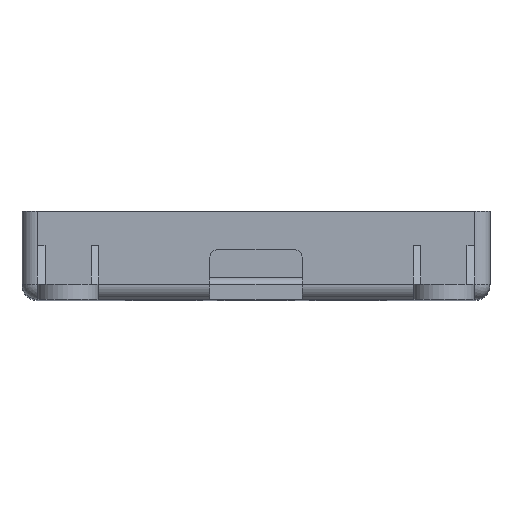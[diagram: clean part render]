
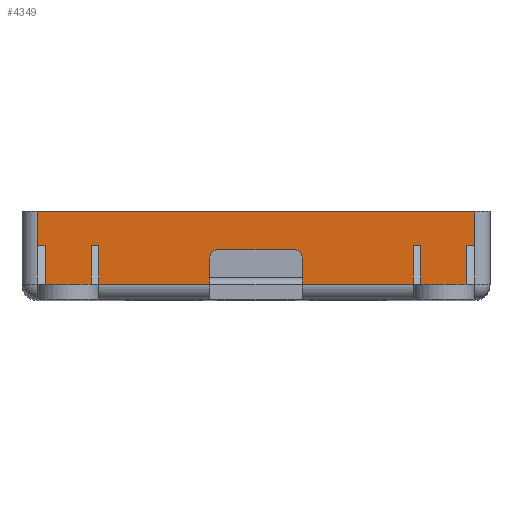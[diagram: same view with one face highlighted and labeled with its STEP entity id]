
A CAD part, top view. The second image highlights one B-rep face of the part: STEP entity #4349.
In plain terms, the highlighted planar face has unit normal (0, 0, 1).
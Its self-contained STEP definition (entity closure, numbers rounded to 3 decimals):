
#37=LINE('',#6400,#476);
#41=LINE('',#6407,#480);
#42=LINE('',#6410,#481);
#43=LINE('',#6412,#482);
#44=LINE('',#6414,#483);
#45=LINE('',#6416,#484);
#46=LINE('',#6418,#485);
#47=LINE('',#6420,#486);
#48=LINE('',#6424,#487);
#49=LINE('',#6428,#488);
#50=LINE('',#6430,#489);
#51=LINE('',#6432,#490);
#52=LINE('',#6434,#491);
#53=LINE('',#6436,#492);
#54=LINE('',#6438,#493);
#55=LINE('',#6440,#494);
#56=LINE('',#6442,#495);
#57=LINE('',#6444,#496);
#58=LINE('',#6446,#497);
#59=LINE('',#6447,#498);
#476=VECTOR('',#5074,10.);
#480=VECTOR('',#5080,10.);
#481=VECTOR('',#5083,10.);
#482=VECTOR('',#5084,10.);
#483=VECTOR('',#5085,10.);
#484=VECTOR('',#5086,10.);
#485=VECTOR('',#5087,10.);
#486=VECTOR('',#5088,10.);
#487=VECTOR('',#5091,10.);
#488=VECTOR('',#5094,10.);
#489=VECTOR('',#5095,10.);
#490=VECTOR('',#5096,10.);
#491=VECTOR('',#5097,10.);
#492=VECTOR('',#5098,10.);
#493=VECTOR('',#5099,10.);
#494=VECTOR('',#5100,10.);
#495=VECTOR('',#5101,10.);
#496=VECTOR('',#5102,10.);
#497=VECTOR('',#5103,10.);
#498=VECTOR('',#5104,10.);
#910=PLANE('',#4601);
#1129=FACE_OUTER_BOUND('',#1370,.T.);
#1370=EDGE_LOOP('',(#2986,#2987,#2988,#2989,#2990,#2991,#2992,#2993,#2994,
#2995,#2996,#2997,#2998,#2999,#3000,#3001,#3002,#3003,#3004,#3005,#3006,
#3007));
#1687=CIRCLE('',#4602,1.);
#1688=CIRCLE('',#4603,1.);
#1900=VERTEX_POINT('',#6396);
#1902=VERTEX_POINT('',#6399);
#1904=VERTEX_POINT('',#6405);
#1905=VERTEX_POINT('',#6409);
#1906=VERTEX_POINT('',#6411);
#1907=VERTEX_POINT('',#6413);
#1908=VERTEX_POINT('',#6415);
#1909=VERTEX_POINT('',#6417);
#1910=VERTEX_POINT('',#6419);
#1911=VERTEX_POINT('',#6421);
#1912=VERTEX_POINT('',#6423);
#1913=VERTEX_POINT('',#6425);
#1914=VERTEX_POINT('',#6427);
#1915=VERTEX_POINT('',#6429);
#1916=VERTEX_POINT('',#6431);
#1917=VERTEX_POINT('',#6433);
#1918=VERTEX_POINT('',#6435);
#1919=VERTEX_POINT('',#6437);
#1920=VERTEX_POINT('',#6439);
#1921=VERTEX_POINT('',#6441);
#1922=VERTEX_POINT('',#6443);
#1923=VERTEX_POINT('',#6445);
#2329=EDGE_CURVE('',#1902,#1900,#37,.T.);
#2333=EDGE_CURVE('',#1900,#1904,#41,.T.);
#2334=EDGE_CURVE('',#1905,#1904,#42,.T.);
#2335=EDGE_CURVE('',#1905,#1906,#43,.T.);
#2336=EDGE_CURVE('',#1906,#1907,#44,.T.);
#2337=EDGE_CURVE('',#1907,#1908,#45,.T.);
#2338=EDGE_CURVE('',#1909,#1908,#46,.T.);
#2339=EDGE_CURVE('',#1909,#1910,#47,.T.);
#2340=EDGE_CURVE('',#1910,#1911,#1687,.T.);
#2341=EDGE_CURVE('',#1911,#1912,#48,.T.);
#2342=EDGE_CURVE('',#1912,#1913,#1688,.T.);
#2343=EDGE_CURVE('',#1913,#1914,#49,.T.);
#2344=EDGE_CURVE('',#1915,#1914,#50,.T.);
#2345=EDGE_CURVE('',#1915,#1916,#51,.T.);
#2346=EDGE_CURVE('',#1916,#1917,#52,.T.);
#2347=EDGE_CURVE('',#1917,#1918,#53,.T.);
#2348=EDGE_CURVE('',#1919,#1918,#54,.T.);
#2349=EDGE_CURVE('',#1919,#1920,#55,.T.);
#2350=EDGE_CURVE('',#1920,#1921,#56,.T.);
#2351=EDGE_CURVE('',#1922,#1921,#57,.T.);
#2352=EDGE_CURVE('',#1923,#1922,#58,.T.);
#2353=EDGE_CURVE('',#1902,#1923,#59,.T.);
#2986=ORIENTED_EDGE('',*,*,#2329,.T.);
#2987=ORIENTED_EDGE('',*,*,#2333,.T.);
#2988=ORIENTED_EDGE('',*,*,#2334,.F.);
#2989=ORIENTED_EDGE('',*,*,#2335,.T.);
#2990=ORIENTED_EDGE('',*,*,#2336,.T.);
#2991=ORIENTED_EDGE('',*,*,#2337,.T.);
#2992=ORIENTED_EDGE('',*,*,#2338,.F.);
#2993=ORIENTED_EDGE('',*,*,#2339,.T.);
#2994=ORIENTED_EDGE('',*,*,#2340,.T.);
#2995=ORIENTED_EDGE('',*,*,#2341,.T.);
#2996=ORIENTED_EDGE('',*,*,#2342,.T.);
#2997=ORIENTED_EDGE('',*,*,#2343,.T.);
#2998=ORIENTED_EDGE('',*,*,#2344,.F.);
#2999=ORIENTED_EDGE('',*,*,#2345,.T.);
#3000=ORIENTED_EDGE('',*,*,#2346,.T.);
#3001=ORIENTED_EDGE('',*,*,#2347,.T.);
#3002=ORIENTED_EDGE('',*,*,#2348,.F.);
#3003=ORIENTED_EDGE('',*,*,#2349,.T.);
#3004=ORIENTED_EDGE('',*,*,#2350,.T.);
#3005=ORIENTED_EDGE('',*,*,#2351,.F.);
#3006=ORIENTED_EDGE('',*,*,#2352,.F.);
#3007=ORIENTED_EDGE('',*,*,#2353,.F.);
#4349=ADVANCED_FACE('',(#1129),#910,.T.);
#4601=AXIS2_PLACEMENT_3D('',#6408,#5081,#5082);
#4602=AXIS2_PLACEMENT_3D('',#6422,#5089,#5090);
#4603=AXIS2_PLACEMENT_3D('',#6426,#5092,#5093);
#5074=DIRECTION('',(1.,0.,0.));
#5080=DIRECTION('',(0.,-1.,0.));
#5081=DIRECTION('center_axis',(0.,0.,1.));
#5082=DIRECTION('ref_axis',(1.,0.,0.));
#5083=DIRECTION('',(-1.,0.,0.));
#5084=DIRECTION('',(0.,1.,0.));
#5085=DIRECTION('',(1.,0.,0.));
#5086=DIRECTION('',(0.,-1.,0.));
#5087=DIRECTION('',(-1.,0.,0.));
#5088=DIRECTION('',(0.,1.,0.));
#5089=DIRECTION('center_axis',(0.,0.,-1.));
#5090=DIRECTION('ref_axis',(0.,-1.,0.));
#5091=DIRECTION('',(1.,0.,0.));
#5092=DIRECTION('center_axis',(0.,0.,-1.));
#5093=DIRECTION('ref_axis',(-1.,0.,0.));
#5094=DIRECTION('',(0.,-1.,0.));
#5095=DIRECTION('',(-1.,0.,0.));
#5096=DIRECTION('',(0.,1.,0.));
#5097=DIRECTION('',(1.,0.,0.));
#5098=DIRECTION('',(0.,-1.,0.));
#5099=DIRECTION('',(-1.,0.,0.));
#5100=DIRECTION('',(0.,1.,0.));
#5101=DIRECTION('',(1.,0.,0.));
#5102=DIRECTION('',(0.,-1.,0.));
#5103=DIRECTION('',(1.,0.,0.));
#5104=DIRECTION('',(0.,1.,0.));
#6396=CARTESIAN_POINT('',(-58.,7.,0.));
#6399=CARTESIAN_POINT('',(-59.,7.,0.));
#6400=CARTESIAN_POINT('',(-59.5,7.,0.));
#6405=CARTESIAN_POINT('',(-58.,2.,0.));
#6407=CARTESIAN_POINT('',(-58.,1.925,0.));
#6408=CARTESIAN_POINT('Origin',(-61.,0.,0.));
#6409=CARTESIAN_POINT('',(-52.,2.,0.));
#6410=CARTESIAN_POINT('',(-45.75,2.,0.));
#6411=CARTESIAN_POINT('',(-52.,7.,0.));
#6412=CARTESIAN_POINT('',(-52.,1.925,0.));
#6413=CARTESIAN_POINT('',(-51.,7.,0.));
#6414=CARTESIAN_POINT('',(-56.,7.,0.));
#6415=CARTESIAN_POINT('',(-51.,2.,0.));
#6416=CARTESIAN_POINT('',(-51.,1.925,0.));
#6417=CARTESIAN_POINT('',(-36.5,2.,0.));
#6418=CARTESIAN_POINT('',(-45.75,2.,0.));
#6419=CARTESIAN_POINT('',(-36.5,5.5,0.));
#6420=CARTESIAN_POINT('',(-36.5,0.,0.));
#6421=CARTESIAN_POINT('',(-35.5,6.5,0.));
#6422=CARTESIAN_POINT('Origin',(-35.5,5.5,0.));
#6423=CARTESIAN_POINT('',(-25.5,6.5,0.));
#6424=CARTESIAN_POINT('',(-48.25,6.5,0.));
#6425=CARTESIAN_POINT('',(-24.5,5.5,0.));
#6426=CARTESIAN_POINT('Origin',(-25.5,5.5,0.));
#6427=CARTESIAN_POINT('',(-24.5,2.,0.));
#6428=CARTESIAN_POINT('',(-24.5,2.75,0.));
#6429=CARTESIAN_POINT('',(-10.,2.,0.));
#6430=CARTESIAN_POINT('',(-45.75,2.,0.));
#6431=CARTESIAN_POINT('',(-10.,7.,0.));
#6432=CARTESIAN_POINT('',(-10.,1.925,0.));
#6433=CARTESIAN_POINT('',(-9.,7.,0.));
#6434=CARTESIAN_POINT('',(-35.,7.,0.));
#6435=CARTESIAN_POINT('',(-9.,2.,0.));
#6436=CARTESIAN_POINT('',(-9.,1.925,0.));
#6437=CARTESIAN_POINT('',(-3.,2.,0.));
#6438=CARTESIAN_POINT('',(-45.75,2.,0.));
#6439=CARTESIAN_POINT('',(-3.,7.,0.));
#6440=CARTESIAN_POINT('',(-3.,1.925,0.));
#6441=CARTESIAN_POINT('',(-2.,7.,0.));
#6442=CARTESIAN_POINT('',(-31.5,7.,0.));
#6443=CARTESIAN_POINT('',(-2.,11.5,0.));
#6444=CARTESIAN_POINT('',(-2.,0.,0.));
#6445=CARTESIAN_POINT('',(-59.,11.5,0.));
#6446=CARTESIAN_POINT('',(0.,11.5,0.));
#6447=CARTESIAN_POINT('',(-59.,0.,0.));
